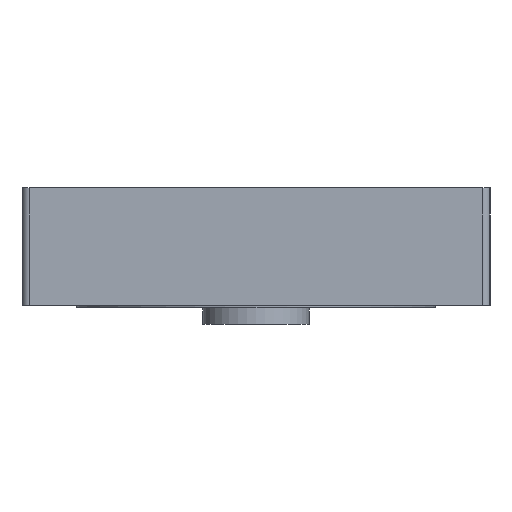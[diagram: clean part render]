
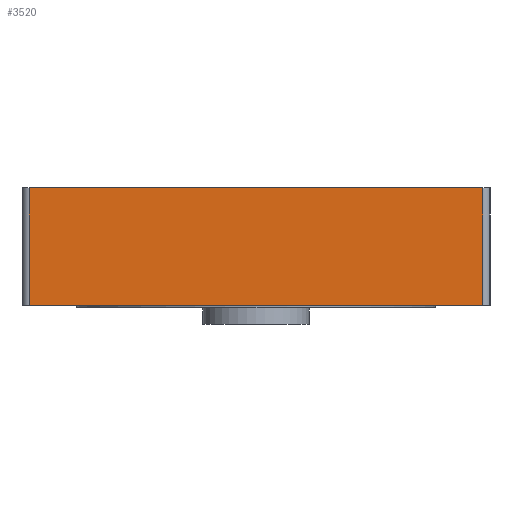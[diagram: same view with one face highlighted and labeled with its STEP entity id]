
A CAD part, left-side view. The second image highlights one B-rep face of the part: STEP entity #3520.
In plain terms, the highlighted planar face has unit normal (-1, 0, 0).
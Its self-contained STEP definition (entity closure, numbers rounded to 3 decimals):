
#2940 = PLANE('',#2941);
#2941 = AXIS2_PLACEMENT_3D('',#2942,#2943,#2944);
#2942 = CARTESIAN_POINT('',(0.,0.,-5.784));
#2943 = DIRECTION('',(0.,0.,-1.));
#2944 = DIRECTION('',(0.,-1.,0.));
#3013 = VERTEX_POINT('',#3014);
#3014 = CARTESIAN_POINT('',(-50.,-32.,-5.784));
#3033 = CYLINDRICAL_SURFACE('',#3034,1.);
#3034 = AXIS2_PLACEMENT_3D('',#3035,#3036,#3037);
#3035 = CARTESIAN_POINT('',(-49.,-32.,-5.784));
#3036 = DIRECTION('',(0.,0.,1.));
#3037 = DIRECTION('',(-1.,0.,0.));
#3045 = EDGE_CURVE('',#3046,#3013,#3048,.T.);
#3046 = VERTEX_POINT('',#3047);
#3047 = CARTESIAN_POINT('',(-50.,32.,-5.784));
#3048 = SURFACE_CURVE('',#3049,(#3053,#3060),.PCURVE_S1.);
#3049 = LINE('',#3050,#3051);
#3050 = CARTESIAN_POINT('',(-50.,33.,-5.784));
#3051 = VECTOR('',#3052,1.);
#3052 = DIRECTION('',(0.,-1.,0.));
#3053 = PCURVE('',#2940,#3054);
#3054 = DEFINITIONAL_REPRESENTATION('',(#3055),#3059);
#3055 = LINE('',#3056,#3057);
#3056 = CARTESIAN_POINT('',(-33.,50.));
#3057 = VECTOR('',#3058,1.);
#3058 = DIRECTION('',(1.,0.));
#3059 = ( GEOMETRIC_REPRESENTATION_CONTEXT(2) 
PARAMETRIC_REPRESENTATION_CONTEXT() REPRESENTATION_CONTEXT('2D SPACE',''
  ) );
#3060 = PCURVE('',#3061,#3066);
#3061 = PLANE('',#3062);
#3062 = AXIS2_PLACEMENT_3D('',#3063,#3064,#3065);
#3063 = CARTESIAN_POINT('',(-50.,0.,2.5));
#3064 = DIRECTION('',(-1.,0.,-0.));
#3065 = DIRECTION('',(0.,-1.,0.));
#3066 = DEFINITIONAL_REPRESENTATION('',(#3067),#3071);
#3067 = LINE('',#3068,#3069);
#3068 = CARTESIAN_POINT('',(-33.,-8.284));
#3069 = VECTOR('',#3070,1.);
#3070 = DIRECTION('',(1.,0.));
#3071 = ( GEOMETRIC_REPRESENTATION_CONTEXT(2) 
PARAMETRIC_REPRESENTATION_CONTEXT() REPRESENTATION_CONTEXT('2D SPACE',''
  ) );
#3090 = CYLINDRICAL_SURFACE('',#3091,1.);
#3091 = AXIS2_PLACEMENT_3D('',#3092,#3093,#3094);
#3092 = CARTESIAN_POINT('',(-49.,32.,-5.784));
#3093 = DIRECTION('',(0.,0.,1.));
#3094 = DIRECTION('',(-1.,0.,0.));
#3388 = PLANE('',#3389);
#3389 = AXIS2_PLACEMENT_3D('',#3390,#3391,#3392);
#3390 = CARTESIAN_POINT('',(0.,0.,10.784));
#3391 = DIRECTION('',(0.,0.,1.));
#3392 = DIRECTION('',(0.,1.,0.));
#3425 = VERTEX_POINT('',#3426);
#3426 = CARTESIAN_POINT('',(-50.,-32.,10.784));
#3448 = EDGE_CURVE('',#3013,#3425,#3449,.T.);
#3449 = SURFACE_CURVE('',#3450,(#3454,#3461),.PCURVE_S1.);
#3450 = LINE('',#3451,#3452);
#3451 = CARTESIAN_POINT('',(-50.,-32.,-5.784));
#3452 = VECTOR('',#3453,1.);
#3453 = DIRECTION('',(0.,0.,1.));
#3454 = PCURVE('',#3033,#3455);
#3455 = DEFINITIONAL_REPRESENTATION('',(#3456),#3460);
#3456 = LINE('',#3457,#3458);
#3457 = CARTESIAN_POINT('',(0.,0.));
#3458 = VECTOR('',#3459,1.);
#3459 = DIRECTION('',(0.,1.));
#3460 = ( GEOMETRIC_REPRESENTATION_CONTEXT(2) 
PARAMETRIC_REPRESENTATION_CONTEXT() REPRESENTATION_CONTEXT('2D SPACE',''
  ) );
#3461 = PCURVE('',#3061,#3462);
#3462 = DEFINITIONAL_REPRESENTATION('',(#3463),#3467);
#3463 = LINE('',#3464,#3465);
#3464 = CARTESIAN_POINT('',(32.,-8.284));
#3465 = VECTOR('',#3466,1.);
#3466 = DIRECTION('',(0.,1.));
#3467 = ( GEOMETRIC_REPRESENTATION_CONTEXT(2) 
PARAMETRIC_REPRESENTATION_CONTEXT() REPRESENTATION_CONTEXT('2D SPACE',''
  ) );
#3520 = ADVANCED_FACE('',(#3521),#3061,.T.);
#3521 = FACE_BOUND('',#3522,.T.);
#3522 = EDGE_LOOP('',(#3523,#3524,#3525,#3548));
#3523 = ORIENTED_EDGE('',*,*,#3045,.T.);
#3524 = ORIENTED_EDGE('',*,*,#3448,.T.);
#3525 = ORIENTED_EDGE('',*,*,#3526,.F.);
#3526 = EDGE_CURVE('',#3527,#3425,#3529,.T.);
#3527 = VERTEX_POINT('',#3528);
#3528 = CARTESIAN_POINT('',(-50.,32.,10.784));
#3529 = SURFACE_CURVE('',#3530,(#3534,#3541),.PCURVE_S1.);
#3530 = LINE('',#3531,#3532);
#3531 = CARTESIAN_POINT('',(-50.,32.,10.784));
#3532 = VECTOR('',#3533,1.);
#3533 = DIRECTION('',(0.,-1.,0.));
#3534 = PCURVE('',#3061,#3535);
#3535 = DEFINITIONAL_REPRESENTATION('',(#3536),#3540);
#3536 = LINE('',#3537,#3538);
#3537 = CARTESIAN_POINT('',(-32.,8.284));
#3538 = VECTOR('',#3539,1.);
#3539 = DIRECTION('',(1.,0.));
#3540 = ( GEOMETRIC_REPRESENTATION_CONTEXT(2) 
PARAMETRIC_REPRESENTATION_CONTEXT() REPRESENTATION_CONTEXT('2D SPACE',''
  ) );
#3541 = PCURVE('',#3388,#3542);
#3542 = DEFINITIONAL_REPRESENTATION('',(#3543),#3547);
#3543 = LINE('',#3544,#3545);
#3544 = CARTESIAN_POINT('',(32.,50.));
#3545 = VECTOR('',#3546,1.);
#3546 = DIRECTION('',(-1.,-0.));
#3547 = ( GEOMETRIC_REPRESENTATION_CONTEXT(2) 
PARAMETRIC_REPRESENTATION_CONTEXT() REPRESENTATION_CONTEXT('2D SPACE',''
  ) );
#3548 = ORIENTED_EDGE('',*,*,#3549,.F.);
#3549 = EDGE_CURVE('',#3046,#3527,#3550,.T.);
#3550 = SURFACE_CURVE('',#3551,(#3555,#3562),.PCURVE_S1.);
#3551 = LINE('',#3552,#3553);
#3552 = CARTESIAN_POINT('',(-50.,32.,5.784));
#3553 = VECTOR('',#3554,1.);
#3554 = DIRECTION('',(0.,0.,1.));
#3555 = PCURVE('',#3061,#3556);
#3556 = DEFINITIONAL_REPRESENTATION('',(#3557),#3561);
#3557 = LINE('',#3558,#3559);
#3558 = CARTESIAN_POINT('',(-32.,3.284));
#3559 = VECTOR('',#3560,1.);
#3560 = DIRECTION('',(0.,1.));
#3561 = ( GEOMETRIC_REPRESENTATION_CONTEXT(2) 
PARAMETRIC_REPRESENTATION_CONTEXT() REPRESENTATION_CONTEXT('2D SPACE',''
  ) );
#3562 = PCURVE('',#3090,#3563);
#3563 = DEFINITIONAL_REPRESENTATION('',(#3564),#3590);
#3564 = B_SPLINE_CURVE_WITH_KNOTS('',3,(#3565,#3566,#3567,#3568,#3569,
    #3570,#3571,#3572,#3573,#3574,#3575,#3576,#3577,#3578,#3579,#3580,
    #3581,#3582,#3583,#3584,#3585,#3586,#3587,#3588,#3589),
  .UNSPECIFIED.,.F.,.F.,(4,1,1,1,1,1,1,1,1,1,1,1,1,1,1,1,1,1,1,1,1,1,4),
  (-11.568,0.227,0.455,0.682,
    0.909,1.136,1.364,1.591,
    1.818,2.045,2.273,2.5,2.727,
    2.955,3.182,3.409,3.636,
    3.864,4.091,4.318,4.545,
    4.773,5.),.UNSPECIFIED.);
#3565 = CARTESIAN_POINT('',(0.,0.));
#3566 = CARTESIAN_POINT('',(0.,3.932));
#3567 = CARTESIAN_POINT('',(0.,7.939));
#3568 = CARTESIAN_POINT('',(0.,12.023));
#3569 = CARTESIAN_POINT('',(0.,12.25));
#3570 = CARTESIAN_POINT('',(0.,12.477));
#3571 = CARTESIAN_POINT('',(0.,12.705));
#3572 = CARTESIAN_POINT('',(0.,12.932));
#3573 = CARTESIAN_POINT('',(0.,13.159));
#3574 = CARTESIAN_POINT('',(0.,13.386));
#3575 = CARTESIAN_POINT('',(0.,13.614));
#3576 = CARTESIAN_POINT('',(0.,13.841));
#3577 = CARTESIAN_POINT('',(0.,14.068));
#3578 = CARTESIAN_POINT('',(0.,14.296));
#3579 = CARTESIAN_POINT('',(0.,14.523));
#3580 = CARTESIAN_POINT('',(0.,14.75));
#3581 = CARTESIAN_POINT('',(0.,14.977));
#3582 = CARTESIAN_POINT('',(0.,15.205));
#3583 = CARTESIAN_POINT('',(0.,15.432));
#3584 = CARTESIAN_POINT('',(0.,15.659));
#3585 = CARTESIAN_POINT('',(0.,15.886));
#3586 = CARTESIAN_POINT('',(0.,16.114));
#3587 = CARTESIAN_POINT('',(0.,16.341));
#3588 = CARTESIAN_POINT('',(0.,16.493));
#3589 = CARTESIAN_POINT('',(0.,16.568));
#3590 = ( GEOMETRIC_REPRESENTATION_CONTEXT(2) 
PARAMETRIC_REPRESENTATION_CONTEXT() REPRESENTATION_CONTEXT('2D SPACE',''
  ) );
